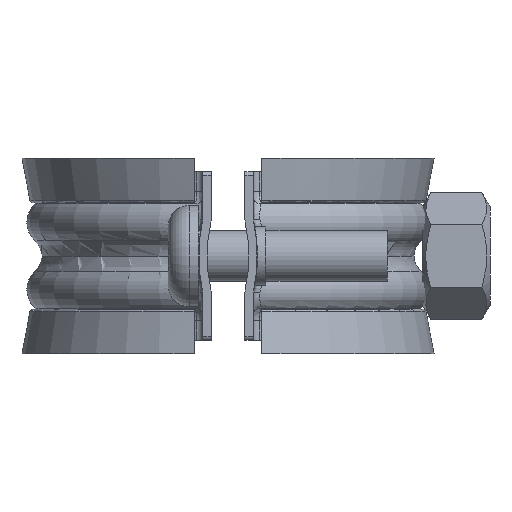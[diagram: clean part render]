
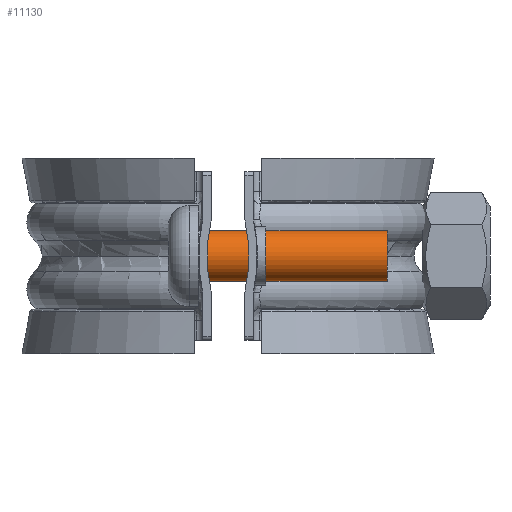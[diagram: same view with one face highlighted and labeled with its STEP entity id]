
A CAD part, left-side view. The second image highlights one B-rep face of the part: STEP entity #11130.
In plain terms, the highlighted cylindrical face has radius 3 mm (diameter 6 mm), a partial arc.
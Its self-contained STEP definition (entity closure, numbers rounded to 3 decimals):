
#1087 = CARTESIAN_POINT ( 'NONE',  ( -35., 7.089, 0. ) ) ;
#1225 = ORIENTED_EDGE ( 'NONE', *, *, #3244, .T. ) ;
#1871 = DIRECTION ( 'NONE',  ( 0., 1., 0. ) ) ;
#1914 = EDGE_LOOP ( 'NONE', ( #6457, #14489, #1225, #2475 ) ) ;
#2410 = AXIS2_PLACEMENT_3D ( 'NONE', #13534, #1871, #4942 ) ;
#2475 = ORIENTED_EDGE ( 'NONE', *, *, #7667, .F. ) ;
#2587 = CIRCLE ( 'NONE', #10803, 3. ) ;
#2953 = VERTEX_POINT ( 'NONE', #7288 ) ;
#3067 = DIRECTION ( 'NONE',  ( 0., 1., 0. ) ) ;
#3243 = DIRECTION ( 'NONE',  ( 0., 1., 0. ) ) ;
#3244 = EDGE_CURVE ( 'NONE', #9240, #10116, #13291, .T. ) ;
#3689 = CARTESIAN_POINT ( 'NONE',  ( -35., -18.911, 3. ) ) ;
#4301 = CARTESIAN_POINT ( 'NONE',  ( -35., 3.239, 0. ) ) ;
#4942 = DIRECTION ( 'NONE',  ( 0., 0., 1. ) ) ;
#5548 = DIRECTION ( 'NONE',  ( 0., 0., 1. ) ) ;
#6457 = ORIENTED_EDGE ( 'NONE', *, *, #6905, .F. ) ;
#6520 = LINE ( 'NONE', #9749, #7980 ) ;
#6840 = CARTESIAN_POINT ( 'NONE',  ( -35., 7.089, 3. ) ) ;
#6885 = FACE_OUTER_BOUND ( 'NONE', #1914, .T. ) ;
#6905 = EDGE_CURVE ( 'NONE', #12385, #2953, #6520, .T. ) ;
#7225 = CARTESIAN_POINT ( 'NONE',  ( -35., -18.911, -3. ) ) ;
#7288 = CARTESIAN_POINT ( 'NONE',  ( -35., 3.239, -3. ) ) ;
#7554 = VECTOR ( 'NONE', #3243, 1000. ) ;
#7667 = EDGE_CURVE ( 'NONE', #2953, #10116, #2587, .T. ) ;
#7764 = DIRECTION ( 'NONE',  ( 0., 1., 0. ) ) ;
#7980 = VECTOR ( 'NONE', #3067, 1000. ) ;
#9240 = VERTEX_POINT ( 'NONE', #3689 ) ;
#9435 = AXIS2_PLACEMENT_3D ( 'NONE', #1087, #13474, #5548 ) ;
#9749 = CARTESIAN_POINT ( 'NONE',  ( -35., 7.089, -3. ) ) ;
#10116 = VERTEX_POINT ( 'NONE', #13596 ) ;
#10803 = AXIS2_PLACEMENT_3D ( 'NONE', #4301, #7764, #12143 ) ;
#11130 = ADVANCED_FACE ( 'NONE', ( #6885 ), #12436, .T. ) ;
#11305 = CIRCLE ( 'NONE', #2410, 3. ) ;
#12143 = DIRECTION ( 'NONE',  ( 0., 0., 1. ) ) ;
#12385 = VERTEX_POINT ( 'NONE', #7225 ) ;
#12436 = CYLINDRICAL_SURFACE ( 'NONE', #9435, 3. ) ;
#13291 = LINE ( 'NONE', #6840, #7554 ) ;
#13474 = DIRECTION ( 'NONE',  ( 0., 1., 0. ) ) ;
#13534 = CARTESIAN_POINT ( 'NONE',  ( -35., -18.911, 0. ) ) ;
#13596 = CARTESIAN_POINT ( 'NONE',  ( -35., 3.239, 3. ) ) ;
#13635 = EDGE_CURVE ( 'NONE', #12385, #9240, #11305, .T. ) ;
#14489 = ORIENTED_EDGE ( 'NONE', *, *, #13635, .T. ) ;
